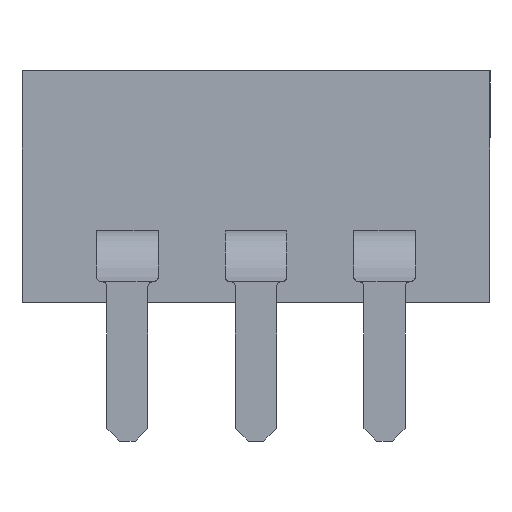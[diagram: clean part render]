
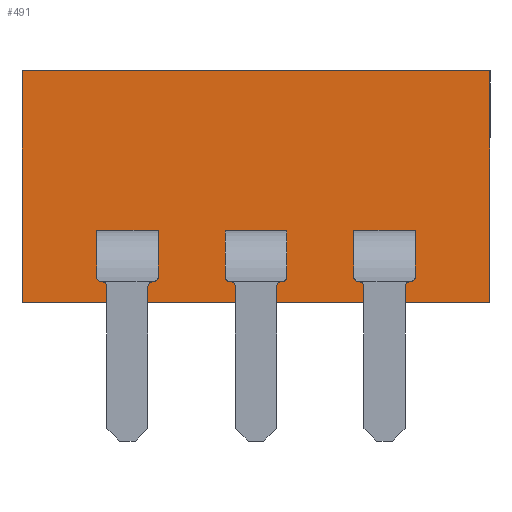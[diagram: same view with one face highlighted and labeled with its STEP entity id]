
A CAD part, front view. The second image highlights one B-rep face of the part: STEP entity #491.
In plain terms, the highlighted planar face has unit normal (0, -1, 0).
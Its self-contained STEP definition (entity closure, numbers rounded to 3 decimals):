
#45 = CARTESIAN_POINT ( 'NONE',  ( -4.55, 4.8, 4.5 ) ) ;
#58 = EDGE_LOOP ( 'NONE', ( #1012, #411, #1117, #129 ) ) ;
#63 = LINE ( 'NONE', #45, #221 ) ;
#129 = ORIENTED_EDGE ( 'NONE', *, *, #289, .T. ) ;
#197 = EDGE_CURVE ( 'NONE', #432, #626, #1027, .T. ) ;
#221 = VECTOR ( 'NONE', #622, 1000. ) ;
#264 = EDGE_CURVE ( 'NONE', #507, #626, #1171, .T. ) ;
#288 = EDGE_CURVE ( 'NONE', #1194, #432, #494, .T. ) ;
#289 = EDGE_CURVE ( 'NONE', #1194, #507, #63, .T. ) ;
#315 = DIRECTION ( 'NONE',  ( 0., 0., -1. ) ) ;
#332 = DIRECTION ( 'NONE',  ( 1., 0., 0. ) ) ;
#364 = CARTESIAN_POINT ( 'NONE',  ( 0., 4.8, 4.5 ) ) ;
#382 = VECTOR ( 'NONE', #332, 1000. ) ;
#398 = CARTESIAN_POINT ( 'NONE',  ( 4.55, 4.8, 4.5 ) ) ;
#411 = ORIENTED_EDGE ( 'NONE', *, *, #197, .F. ) ;
#419 = CARTESIAN_POINT ( 'NONE',  ( 4.55, 4.8, 4.5 ) ) ;
#432 = VERTEX_POINT ( 'NONE', #398 ) ;
#437 = CARTESIAN_POINT ( 'NONE',  ( 4.55, 4.8, 0. ) ) ;
#460 = DIRECTION ( 'NONE',  ( 0., 1., 0. ) ) ;
#491 = ADVANCED_FACE ( 'NONE', ( #934 ), #567, .F. ) ;
#494 = LINE ( 'NONE', #722, #382 ) ;
#507 = VERTEX_POINT ( 'NONE', #1044 ) ;
#561 = VECTOR ( 'NONE', #1189, 1000. ) ;
#567 = PLANE ( 'NONE',  #839 ) ;
#622 = DIRECTION ( 'NONE',  ( 0., 0., -1. ) ) ;
#626 = VERTEX_POINT ( 'NONE', #437 ) ;
#629 = CARTESIAN_POINT ( 'NONE',  ( 0., 4.8, 0. ) ) ;
#654 = VECTOR ( 'NONE', #315, 1000. ) ;
#722 = CARTESIAN_POINT ( 'NONE',  ( 0., 4.8, 4.5 ) ) ;
#839 = AXIS2_PLACEMENT_3D ( 'NONE', #364, #460, #1234 ) ;
#934 = FACE_OUTER_BOUND ( 'NONE', #58, .T. ) ;
#1012 = ORIENTED_EDGE ( 'NONE', *, *, #264, .T. ) ;
#1027 = LINE ( 'NONE', #419, #654 ) ;
#1044 = CARTESIAN_POINT ( 'NONE',  ( -4.55, 4.8, 0. ) ) ;
#1104 = CARTESIAN_POINT ( 'NONE',  ( -4.55, 4.8, 4.5 ) ) ;
#1117 = ORIENTED_EDGE ( 'NONE', *, *, #288, .F. ) ;
#1171 = LINE ( 'NONE', #629, #561 ) ;
#1189 = DIRECTION ( 'NONE',  ( 1., 0., 0. ) ) ;
#1194 = VERTEX_POINT ( 'NONE', #1104 ) ;
#1234 = DIRECTION ( 'NONE',  ( 0., 0., 1. ) ) ;
